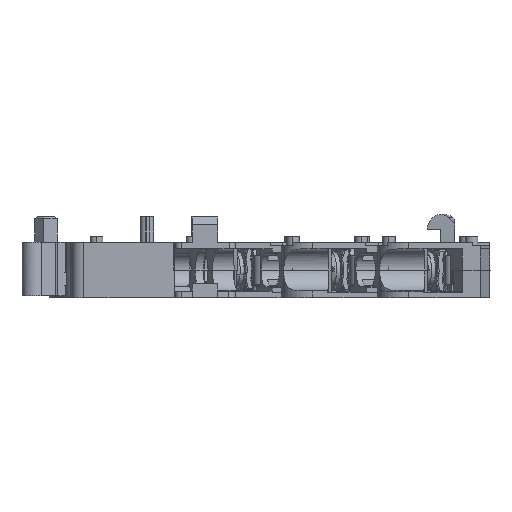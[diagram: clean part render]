
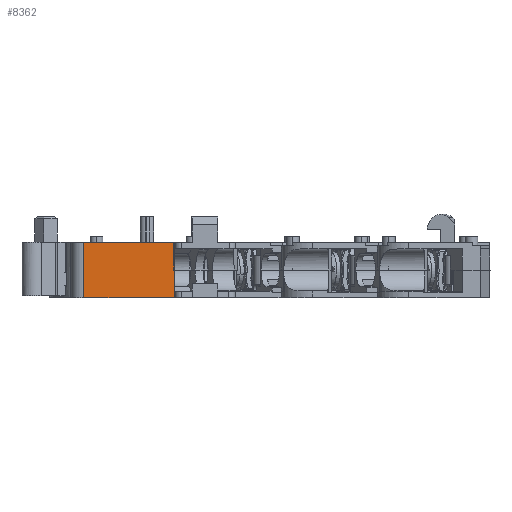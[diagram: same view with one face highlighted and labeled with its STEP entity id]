
A CAD part, left-side view. The second image highlights one B-rep face of the part: STEP entity #8362.
In plain terms, the highlighted planar face has unit normal (-1, 0, 0).
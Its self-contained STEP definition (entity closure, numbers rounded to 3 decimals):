
#1082=LINE('',#33920,#3178);
#1204=LINE('',#34439,#3300);
#1205=LINE('',#34448,#3301);
#1206=LINE('',#34451,#3302);
#1207=LINE('',#34452,#3303);
#1208=LINE('',#34454,#3304);
#3178=VECTOR('',#27500,1.);
#3300=VECTOR('',#27694,1.);
#3301=VECTOR('',#27697,1.);
#3302=VECTOR('',#27698,1.);
#3303=VECTOR('',#27699,1.);
#3304=VECTOR('',#27700,1.);
#8362=ADVANCED_FACE('',(#9539),#9028,.F.);
#9028=PLANE('',#26103);
#9539=FACE_OUTER_BOUND('',#10280,.T.);
#10280=EDGE_LOOP('',(#12092,#12093,#12094,#12095,#12096,#12097));
#12092=ORIENTED_EDGE('',*,*,#20200,.T.);
#12093=ORIENTED_EDGE('',*,*,#20201,.T.);
#12094=ORIENTED_EDGE('',*,*,#20198,.T.);
#12095=ORIENTED_EDGE('',*,*,#20020,.F.);
#12096=ORIENTED_EDGE('',*,*,#20202,.F.);
#12097=ORIENTED_EDGE('',*,*,#20203,.T.);
#16112=VERTEX_POINT('',#33919);
#16113=VERTEX_POINT('',#33921);
#16256=VERTEX_POINT('',#34440);
#16257=VERTEX_POINT('',#34449);
#16258=VERTEX_POINT('',#34450);
#16259=VERTEX_POINT('',#34453);
#20020=EDGE_CURVE('',#16112,#16113,#1082,.T.);
#20198=EDGE_CURVE('',#16256,#16113,#1204,.T.);
#20200=EDGE_CURVE('',#16257,#16258,#1205,.T.);
#20201=EDGE_CURVE('',#16258,#16256,#1206,.T.);
#20202=EDGE_CURVE('',#16259,#16112,#1207,.T.);
#20203=EDGE_CURVE('',#16259,#16257,#1208,.T.);
#26103=AXIS2_PLACEMENT_3D('',#34455,#27701,#27702);
#27500=DIRECTION('',(0.,1.,0.));
#27694=DIRECTION('',(0.,0.,-1.));
#27697=DIRECTION('',(0.,0.,1.));
#27698=DIRECTION('',(0.,1.,0.));
#27699=DIRECTION('',(0.,0.,-1.));
#27700=DIRECTION('',(0.,1.,0.));
#27701=DIRECTION('',(1.,0.,0.));
#27702=DIRECTION('',(0.,0.,-1.));
#33919=CARTESIAN_POINT('',(0.,-16.2,0.));
#33920=CARTESIAN_POINT('',(0.,-30.883,0.));
#33921=CARTESIAN_POINT('',(0.,-2.,0.));
#34439=CARTESIAN_POINT('',(0.,-2.,8.6));
#34440=CARTESIAN_POINT('',(0.,-2.,8.6));
#34448=CARTESIAN_POINT('',(0.,-16.1,4.3));
#34449=CARTESIAN_POINT('',(0.,-16.1,4.3));
#34450=CARTESIAN_POINT('',(0.,-16.1,8.6));
#34451=CARTESIAN_POINT('',(0.,-9.1,8.6));
#34452=CARTESIAN_POINT('',(0.,-16.2,4.3));
#34453=CARTESIAN_POINT('',(0.,-16.2,4.3));
#34454=CARTESIAN_POINT('',(0.,-9.1,4.3));
#34455=CARTESIAN_POINT('',(0.,-16.2,8.6));
